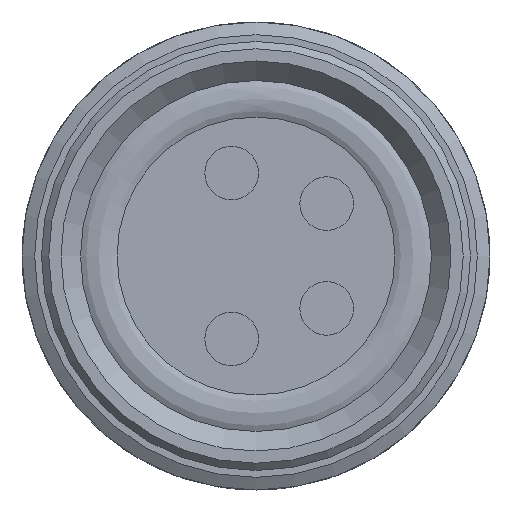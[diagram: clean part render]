
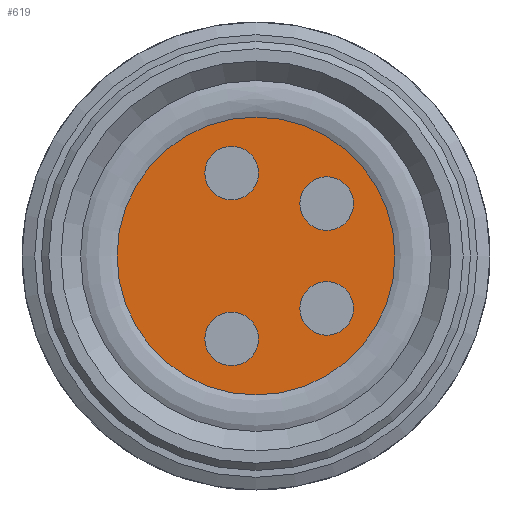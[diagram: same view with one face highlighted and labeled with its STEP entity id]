
A CAD part, front view. The second image highlights one B-rep face of the part: STEP entity #619.
In plain terms, the highlighted planar face has unit normal (0, -1, 0).
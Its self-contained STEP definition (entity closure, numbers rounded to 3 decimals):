
#512=PLANE('',#2156);
#619=ADVANCED_FACE('',(#747,#748,#749,#750,#751),#512,.F.);
#747=FACE_BOUND('',#895,.T.);
#748=FACE_BOUND('',#896,.T.);
#749=FACE_BOUND('',#897,.T.);
#750=FACE_BOUND('',#898,.T.);
#751=FACE_BOUND('',#899,.T.);
#895=EDGE_LOOP('',(#1321));
#896=EDGE_LOOP('',(#1322));
#897=EDGE_LOOP('',(#1323));
#898=EDGE_LOOP('',(#1324));
#899=EDGE_LOOP('',(#1325));
#1321=ORIENTED_EDGE('',*,*,#1829,.F.);
#1322=ORIENTED_EDGE('',*,*,#1828,.F.);
#1323=ORIENTED_EDGE('',*,*,#1827,.F.);
#1324=ORIENTED_EDGE('',*,*,#1826,.F.);
#1325=ORIENTED_EDGE('',*,*,#1830,.F.);
#1587=VERTEX_POINT('',#4201);
#1588=VERTEX_POINT('',#4204);
#1589=VERTEX_POINT('',#4207);
#1590=VERTEX_POINT('',#4210);
#1591=VERTEX_POINT('',#4213);
#1826=EDGE_CURVE('',#1587,#1587,#1961,.T.);
#1827=EDGE_CURVE('',#1588,#1588,#1962,.T.);
#1828=EDGE_CURVE('',#1589,#1589,#1963,.T.);
#1829=EDGE_CURVE('',#1590,#1590,#1964,.T.);
#1830=EDGE_CURVE('',#1591,#1591,#1965,.T.);
#1961=CIRCLE('',#2147,0.55);
#1962=CIRCLE('',#2149,0.55);
#1963=CIRCLE('',#2151,0.55);
#1964=CIRCLE('',#2153,0.55);
#1965=CIRCLE('',#2155,2.85);
#2147=AXIS2_PLACEMENT_3D('',#4200,#2601,#2602);
#2149=AXIS2_PLACEMENT_3D('',#4203,#2605,#2606);
#2151=AXIS2_PLACEMENT_3D('',#4206,#2609,#2610);
#2153=AXIS2_PLACEMENT_3D('',#4209,#2613,#2614);
#2155=AXIS2_PLACEMENT_3D('',#4212,#2617,#2618);
#2156=AXIS2_PLACEMENT_3D('',#4214,#2619,#2620);
#2601=DIRECTION('',(0.,-1.,0.));
#2602=DIRECTION('',(0.,0.,-1.));
#2605=DIRECTION('',(0.,-1.,0.));
#2606=DIRECTION('',(0.,0.,-1.));
#2609=DIRECTION('',(0.,-1.,0.));
#2610=DIRECTION('',(0.,0.,-1.));
#2613=DIRECTION('',(0.,-1.,0.));
#2614=DIRECTION('',(0.,0.,-1.));
#2617=DIRECTION('',(0.,1.,0.));
#2618=DIRECTION('',(1.,0.,0.));
#2619=DIRECTION('',(0.,1.,0.));
#2620=DIRECTION('',(1.,0.,0.));
#4200=CARTESIAN_POINT('',(51.45,13.15,28.575));
#4201=CARTESIAN_POINT('',(51.45,13.15,28.025));
#4203=CARTESIAN_POINT('',(51.45,13.15,30.725));
#4204=CARTESIAN_POINT('',(51.45,13.15,30.175));
#4206=CARTESIAN_POINT('',(49.5,13.15,31.35));
#4207=CARTESIAN_POINT('',(49.5,13.15,30.8));
#4209=CARTESIAN_POINT('',(49.5,13.15,27.95));
#4210=CARTESIAN_POINT('',(49.5,13.15,27.4));
#4212=CARTESIAN_POINT('',(50.,13.15,29.65));
#4213=CARTESIAN_POINT('',(52.85,13.15,29.65));
#4214=CARTESIAN_POINT('',(50.,13.15,29.65));
